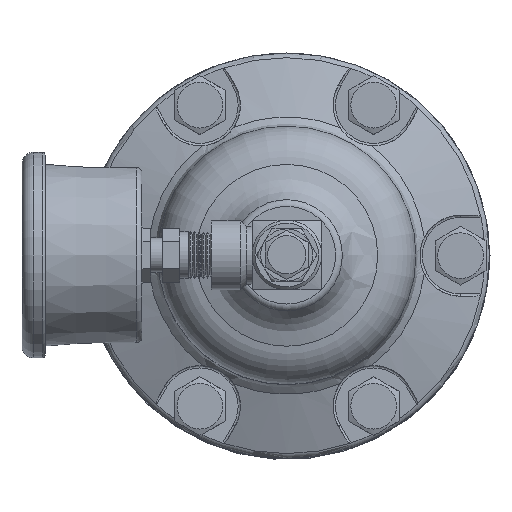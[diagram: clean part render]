
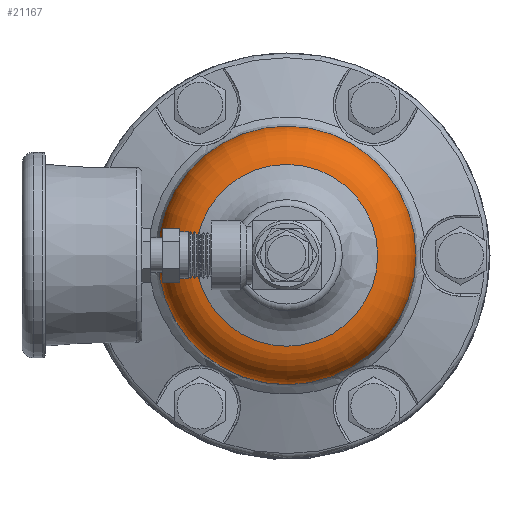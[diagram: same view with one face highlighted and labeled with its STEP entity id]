
A CAD part, top view. The second image highlights one B-rep face of the part: STEP entity #21167.
In plain terms, the highlighted toroidal (fillet/blend) face has major radius 18.796 mm and minor radius 9.525 mm.
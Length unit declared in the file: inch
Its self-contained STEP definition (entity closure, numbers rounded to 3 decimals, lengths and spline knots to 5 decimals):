
#21125=CARTESIAN_POINT('',(-11.57133,-15.05038,3.92699));
#21126=VERTEX_POINT('',#21125);
#21127=CARTESIAN_POINT('',(-11.57133,-16.16538,3.92699));
#21128=DIRECTION('',(0.0,0.0,1.0));
#21129=DIRECTION('',(-1.0,0.0,0.0));
#21130=AXIS2_PLACEMENT_3D('',#21127,#21128,#21129);
#21131=CIRCLE('',#21130,1.115);
#21132=EDGE_CURVE('',#21126,#21126,#21131,.T.);
#21148=CARTESIAN_POINT('',(-11.57133,-16.16538,3.92699));
#21149=DIRECTION('',(0.,0.,1.0));
#21150=DIRECTION('',(1.0,0.0,0.0));
#21151=AXIS2_PLACEMENT_3D('',#21148,#21149,#21150);
#21152=TOROIDAL_SURFACE('',#21151,0.74,0.375);
#21153=CARTESIAN_POINT('',(-10.78663,-16.16538,4.29932));
#21154=VERTEX_POINT('',#21153);
#21155=CARTESIAN_POINT('',(-11.57133,-16.16538,4.29932));
#21156=DIRECTION('',(0.0,0.0,1.0));
#21157=DIRECTION('',(-1.0,0.0,0.0));
#21158=AXIS2_PLACEMENT_3D('',#21155,#21156,#21157);
#21159=CIRCLE('',#21158,0.7847);
#21160=EDGE_CURVE('',#21154,#21154,#21159,.T.);
#21161=ORIENTED_EDGE('',*,*,#21160,.F.);
#21162=EDGE_LOOP('',(#21161));
#21163=FACE_OUTER_BOUND('',#21162,.T.);
#21164=ORIENTED_EDGE('',*,*,#21132,.T.);
#21165=EDGE_LOOP('',(#21164));
#21166=FACE_BOUND('',#21165,.T.);
#21167=ADVANCED_FACE('',(#21163,#21166),#21152,.T.);
